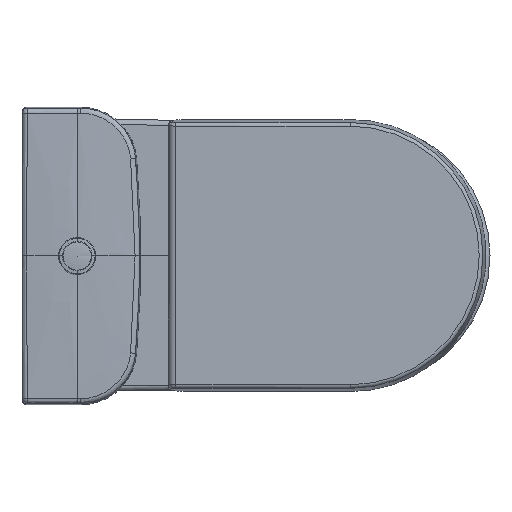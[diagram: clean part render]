
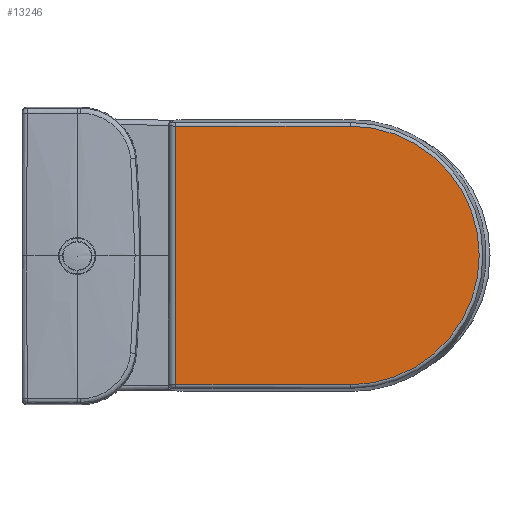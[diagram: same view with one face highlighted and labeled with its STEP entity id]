
A CAD part, top view. The second image highlights one B-rep face of the part: STEP entity #13246.
In plain terms, the highlighted planar face has unit normal (0, 0, 1).
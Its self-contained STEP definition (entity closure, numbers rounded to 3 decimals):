
#12677=CARTESIAN_POINT('',(31.768,3.631,42.0));
#12678=VERTEX_POINT('',#12677);
#12705=CARTESIAN_POINT('',(33.017,-347.517,42.0));
#12706=VERTEX_POINT('',#12705);
#12714=CARTESIAN_POINT('',(33.018,-171.941,42.0));
#12715=DIRECTION('',(0.0,0.0,-1.0));
#12716=DIRECTION('',(-0.994,-0.111,0.0));
#12717=AXIS2_PLACEMENT_3D('',#12714,#12715,#12716);
#12718=CIRCLE('',#12717,175.576);
#12719=EDGE_CURVE('',#12706,#12678,#12718,.T.);
#12731=CARTESIAN_POINT('',(269.358,-347.519,42.0));
#12732=VERTEX_POINT('',#12731);
#12740=CARTESIAN_POINT('',(269.358,-347.519,42.0));
#12741=DIRECTION('',(-1.,0.,0.0));
#12742=VECTOR('',#12741,236.341);
#12743=LINE('',#12740,#12742);
#12744=EDGE_CURVE('',#12732,#12706,#12743,.T.);
#12998=CARTESIAN_POINT('',(269.36,3.63,42.0));
#12999=VERTEX_POINT('',#12998);
#13000=CARTESIAN_POINT('',(31.768,3.631,42.0));
#13001=DIRECTION('',(1.,0.,0.0));
#13002=VECTOR('',#13001,237.591);
#13003=LINE('',#13000,#13002);
#13004=EDGE_CURVE('',#12678,#12999,#13003,.T.);
#13226=CARTESIAN_POINT('',(269.36,3.63,42.0));
#13227=DIRECTION('',(0.,-1.,0.0));
#13228=VECTOR('',#13227,351.148);
#13229=LINE('',#13226,#13228);
#13230=EDGE_CURVE('',#12999,#12732,#13229,.T.);
#13235=CARTESIAN_POINT('',(95.404,-171.927,42.0));
#13236=DIRECTION('',(0.0,0.0,1.0));
#13237=DIRECTION('',(1.0,0.0,0.0));
#13238=AXIS2_PLACEMENT_3D('',#13235,#13236,#13237);
#13239=PLANE('',#13238);
#13240=ORIENTED_EDGE('',*,*,#12744,.F.);
#13241=ORIENTED_EDGE('',*,*,#13230,.F.);
#13242=ORIENTED_EDGE('',*,*,#13004,.F.);
#13243=ORIENTED_EDGE('',*,*,#12719,.F.);
#13244=EDGE_LOOP('',(#13240,#13241,#13242,#13243));
#13245=FACE_OUTER_BOUND('',#13244,.T.);
#13246=ADVANCED_FACE('',(#13245),#13239,.T.);
